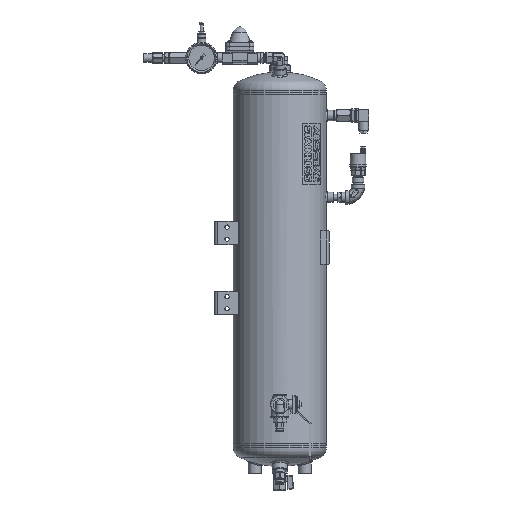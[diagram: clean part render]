
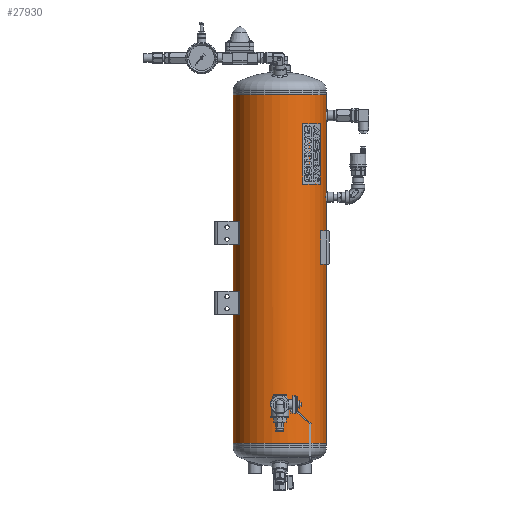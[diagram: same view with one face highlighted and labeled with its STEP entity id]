
A CAD part, left-side view. The second image highlights one B-rep face of the part: STEP entity #27930.
In plain terms, the highlighted cylindrical face has radius 100 mm (diameter 200 mm), a partial arc.
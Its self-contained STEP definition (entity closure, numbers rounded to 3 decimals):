
#1678=B_SPLINE_CURVE_WITH_KNOTS('',3,(#48763,#48764,#48765,#48766,#48767,
#48768,#48769,#48770,#48771,#48772,#48773,#48774,#48775,#48776,#48777,#48778,
#48779,#48780,#48781),.UNSPECIFIED.,.T.,.F.,(1,1,1,1,1,1,1,1,1,1,1,1,1,
1,1,1,1,1,1,1,1,1,1),(-0.012,-0.008,-0.004,
0.,0.004,0.008,0.012,
0.016,0.02,0.023,0.027,
0.031,0.035,0.039,0.043,
0.047,0.051,0.055,0.059,
0.063,0.066,0.07,0.074),
 .UNSPECIFIED.);
#1679=B_SPLINE_CURVE_WITH_KNOTS('',3,(#48783,#48784,#48785,#48786,#48787,
#48788,#48789,#48790,#48791,#48792,#48793,#48794,#48795,#48796,#48797,#48798,
#48799,#48800,#48801),.UNSPECIFIED.,.T.,.F.,(1,1,1,1,1,1,1,1,1,1,1,1,1,
1,1,1,1,1,1,1,1,1,1),(-0.012,-0.008,-0.004,
0.,0.004,0.008,0.012,0.016,
0.02,0.023,0.027,0.031,
0.035,0.039,0.043,0.047,
0.051,0.055,0.059,0.063,
0.066,0.07,0.074),.UNSPECIFIED.);
#1680=B_SPLINE_CURVE_WITH_KNOTS('',3,(#48803,#48804,#48805,#48806,#48807,
#48808,#48809,#48810,#48811,#48812,#48813,#48814,#48815,#48816,#48817,#48818,
#48819,#48820,#48821),.UNSPECIFIED.,.T.,.F.,(1,1,1,1,1,1,1,1,1,1,1,1,1,
1,1,1,1,1,1,1,1,1,1),(-0.018,-0.012,-0.006,
0.,0.006,0.012,0.018,
0.023,0.029,0.035,0.041,
0.047,0.053,0.059,0.065,
0.07,0.076,0.082,0.088,
0.094,0.1,0.106,0.112),
 .UNSPECIFIED.);
#3329=LINE('',#48823,#4581);
#3330=LINE('',#48828,#4582);
#4581=VECTOR('',#41710,1000.);
#4582=VECTOR('',#41713,1000.);
#5838=ORIENTED_EDGE('',*,*,#13898,.T.);
#5839=ORIENTED_EDGE('',*,*,#13899,.T.);
#5840=ORIENTED_EDGE('',*,*,#13900,.T.);
#5841=ORIENTED_EDGE('',*,*,#13901,.T.);
#5842=ORIENTED_EDGE('',*,*,#13902,.T.);
#5843=ORIENTED_EDGE('',*,*,#13903,.F.);
#5844=ORIENTED_EDGE('',*,*,#13904,.F.);
#13898=EDGE_CURVE('',#17928,#17928,#1678,.T.);
#13899=EDGE_CURVE('',#17929,#17929,#1679,.T.);
#13900=EDGE_CURVE('',#17930,#17930,#1680,.T.);
#13901=EDGE_CURVE('',#17931,#17932,#3329,.T.);
#13902=EDGE_CURVE('',#17932,#17933,#20906,.T.);
#13903=EDGE_CURVE('',#17934,#17933,#3330,.T.);
#13904=EDGE_CURVE('',#17931,#17934,#20907,.T.);
#17928=VERTEX_POINT('',#48782);
#17929=VERTEX_POINT('',#48802);
#17930=VERTEX_POINT('',#48822);
#17931=VERTEX_POINT('',#48824);
#17932=VERTEX_POINT('',#48825);
#17933=VERTEX_POINT('',#48827);
#17934=VERTEX_POINT('',#48829);
#20906=CIRCLE('',#38832,100.);
#20907=CIRCLE('',#38833,100.);
#22012=EDGE_LOOP('',(#5838));
#22013=EDGE_LOOP('',(#5839));
#22014=EDGE_LOOP('',(#5840));
#22015=EDGE_LOOP('',(#5841,#5842,#5843,#5844));
#24686=FACE_BOUND('',#22012,.T.);
#24687=FACE_BOUND('',#22013,.T.);
#24688=FACE_BOUND('',#22014,.T.);
#24689=FACE_BOUND('',#22015,.T.);
#27362=CYLINDRICAL_SURFACE('',#38831,100.);
#27930=ADVANCED_FACE('',(#24686,#24687,#24688,#24689),#27362,.T.);
#38831=AXIS2_PLACEMENT_3D('',#48762,#41708,#41709);
#38832=AXIS2_PLACEMENT_3D('',#48826,#41711,#41712);
#38833=AXIS2_PLACEMENT_3D('',#48830,#41714,#41715);
#41708=DIRECTION('',(0.,-1.,0.));
#41709=DIRECTION('',(0.,0.,-1.));
#41710=DIRECTION('',(0.,-1.,0.));
#41711=DIRECTION('',(0.,1.,0.));
#41712=DIRECTION('',(1.,0.,0.));
#41713=DIRECTION('',(0.,-1.,0.));
#41714=DIRECTION('',(0.,1.,0.));
#41715=DIRECTION('',(1.,0.,0.));
#48762=CARTESIAN_POINT('',(0.,750.,0.));
#48763=CARTESIAN_POINT('',(-9.473,48.444,-99.554));
#48764=CARTESIAN_POINT('',(-10.262,44.497,-99.471));
#48765=CARTESIAN_POINT('',(-9.477,40.569,-99.553));
#48766=CARTESIAN_POINT('',(-7.254,37.244,-99.75));
#48767=CARTESIAN_POINT('',(-3.93,35.023,-99.946));
#48768=CARTESIAN_POINT('',(-0.006,34.24,-100.027));
#48769=CARTESIAN_POINT('',(3.922,35.019,-99.946));
#48770=CARTESIAN_POINT('',(7.252,37.242,-99.75));
#48771=CARTESIAN_POINT('',(9.478,40.57,-99.553));
#48772=CARTESIAN_POINT('',(10.26,44.496,-99.472));
#48773=CARTESIAN_POINT('',(9.481,48.422,-99.553));
#48774=CARTESIAN_POINT('',(7.262,51.747,-99.749));
#48775=CARTESIAN_POINT('',(3.94,53.974,-99.945));
#48776=CARTESIAN_POINT('',(0.01,54.761,-100.027));
#48777=CARTESIAN_POINT('',(-3.923,53.981,-99.946));
#48778=CARTESIAN_POINT('',(-7.249,51.759,-99.75));
#48779=CARTESIAN_POINT('',(-9.473,48.444,-99.554));
#48780=CARTESIAN_POINT('',(-10.262,44.497,-99.471));
#48781=CARTESIAN_POINT('',(-9.477,40.569,-99.553));
#48782=CARTESIAN_POINT('',(-10.,44.5,-99.499));
#48783=CARTESIAN_POINT('',(-9.473,224.444,-99.554));
#48784=CARTESIAN_POINT('',(-10.262,220.497,-99.471));
#48785=CARTESIAN_POINT('',(-9.477,216.569,-99.553));
#48786=CARTESIAN_POINT('',(-7.254,213.244,-99.75));
#48787=CARTESIAN_POINT('',(-3.93,211.023,-99.946));
#48788=CARTESIAN_POINT('',(-0.006,210.24,-100.027));
#48789=CARTESIAN_POINT('',(3.922,211.019,-99.946));
#48790=CARTESIAN_POINT('',(7.252,213.242,-99.75));
#48791=CARTESIAN_POINT('',(9.478,216.57,-99.553));
#48792=CARTESIAN_POINT('',(10.26,220.496,-99.472));
#48793=CARTESIAN_POINT('',(9.481,224.422,-99.553));
#48794=CARTESIAN_POINT('',(7.262,227.747,-99.749));
#48795=CARTESIAN_POINT('',(3.94,229.974,-99.945));
#48796=CARTESIAN_POINT('',(0.01,230.761,-100.027));
#48797=CARTESIAN_POINT('',(-3.923,229.981,-99.946));
#48798=CARTESIAN_POINT('',(-7.249,227.759,-99.75));
#48799=CARTESIAN_POINT('',(-9.473,224.444,-99.554));
#48800=CARTESIAN_POINT('',(-10.262,220.497,-99.471));
#48801=CARTESIAN_POINT('',(-9.477,216.569,-99.553));
#48802=CARTESIAN_POINT('',(-10.,220.5,-99.499));
#48803=CARTESIAN_POINT('',(-98.994,672.42,14.208));
#48804=CARTESIAN_POINT('',(-98.806,666.495,15.395));
#48805=CARTESIAN_POINT('',(-98.993,660.6,14.214));
#48806=CARTESIAN_POINT('',(-99.436,655.617,10.88));
#48807=CARTESIAN_POINT('',(-99.878,652.286,5.9));
#48808=CARTESIAN_POINT('',(-100.061,651.109,0.009));
#48809=CARTESIAN_POINT('',(-99.879,652.279,-5.887));
#48810=CARTESIAN_POINT('',(-99.437,655.615,-10.879));
#48811=CARTESIAN_POINT('',(-98.992,660.601,-14.215));
#48812=CARTESIAN_POINT('',(-98.807,666.494,-15.391));
#48813=CARTESIAN_POINT('',(-98.992,672.387,-14.219));
#48814=CARTESIAN_POINT('',(-99.435,677.371,-10.892));
#48815=CARTESIAN_POINT('',(-99.877,680.709,-5.914));
#48816=CARTESIAN_POINT('',(-100.061,681.893,-0.013));
#48817=CARTESIAN_POINT('',(-99.878,680.72,5.889));
#48818=CARTESIAN_POINT('',(-99.437,677.387,10.874));
#48819=CARTESIAN_POINT('',(-98.994,672.42,14.208));
#48820=CARTESIAN_POINT('',(-98.806,666.495,15.395));
#48821=CARTESIAN_POINT('',(-98.993,660.6,14.214));
#48822=CARTESIAN_POINT('',(-98.869,666.5,15.));
#48823=CARTESIAN_POINT('',(0.254,801.561,100.));
#48824=CARTESIAN_POINT('',(0.254,750.,100.));
#48825=CARTESIAN_POINT('',(0.254,0.,100.));
#48826=CARTESIAN_POINT('',(0.,0.,0.));
#48827=CARTESIAN_POINT('',(-0.254,0.,100.));
#48828=CARTESIAN_POINT('',(-0.254,801.561,100.));
#48829=CARTESIAN_POINT('',(-0.254,750.,100.));
#48830=CARTESIAN_POINT('',(0.,750.,0.));
